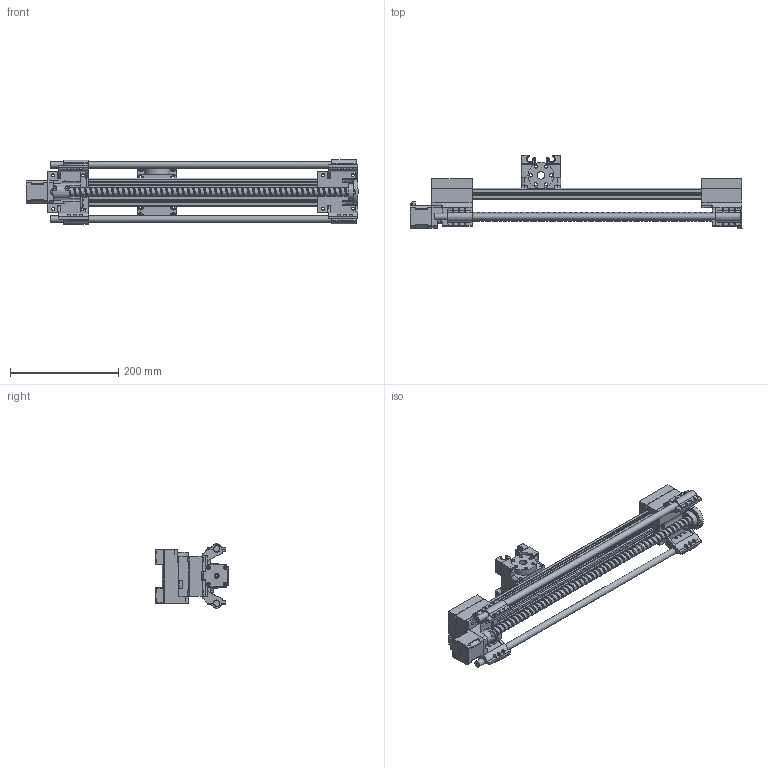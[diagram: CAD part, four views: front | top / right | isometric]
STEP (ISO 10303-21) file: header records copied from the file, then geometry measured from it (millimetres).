
FILE_DESCRIPTION(/* description */ ('','CAx-IF Rec.Pracs.---Representation and Presentation of Product Manufacturing Information (PMI)---4.0---2014-10-13'),/* implementation_level */ '2;1');
FILE_NAME(/* name */ 'Y.stp',/* time_stamp */ '2022-06-02T08:28:40+02:00',/* author */ ('mikoma'),/* organization */ (''),/* preprocessor_version */ 'ST-DEVELOPER v18',/* originating_system */ 'Autodesk Inventor 2020',/* authorisation */ '');
FILE_SCHEMA (('AP242_MANAGED_MODEL_BASED_3D_ENGINEERING_MIM_LF { 1 0 10303 442 1 1 4 }'));
Products named in the file (22): Cartesian2_YAssembly; zlozenie_Z; motormount; Z_endstop_mount; Stop_sw; z2cz; Z_bearingmount; ZY_rod_mount; ZY_mount; item_0037003_Profile_5_20x20_L=564_1; Cartesian1_12mm_Rod; Cartesian2_BallBearing_25x37x7; Cartesian1_X_RodCover; Nema17 Stepper Motor; Cartesian1_12_12_Clutch; Cartesian1_BallScrew; Y_end_cover; Z_carriage; Cartesian1_Z_TrapezoiadlNut; WJ200UM_01_10_1; XItemEndCoverConnector; X_end_floating_cup
Assembly tree (31 placements, depth 3):
  Cartesian2_YAssembly
    zlozenie_Z
      ZY_mount
      ZY_rod_mount
      motormount
      Z_endstop_mount
      Stop_sw
    z2cz
      Z_bearingmount
      ZY_rod_mount
    ZY_mount
    item_0037003_Profile_5_20x20_L=564_1  x2
    Cartesian1_12mm_Rod  x2
    Cartesian2_BallBearing_25x37x7
    Cartesian1_X_RodCover  x4
    Nema17 Stepper Motor
    Cartesian1_12_12_Clutch
    Cartesian1_BallScrew
    Y_end_cover
    Z_carriage
    Cartesian1_Z_TrapezoiadlNut
    WJ200UM_01_10_1  x4
    XItemEndCoverConnector
    X_end_floating_cup
Bounding box: 612.5 x 136.2 x 118.5 mm (x, y, z)
Volume: 1349146.1 mm3; surface area: 571351.3 mm2
Topology: 29 solids, 29 shells, 2245 faces, 7483 edges, 6494 vertices
Faces by surface type: plane 1367, cylinder 810, cone 47, torus 17, sphere 2, bspline 2
Full cylindrical faces by diameter (mm): 0.2 x4, 0.5 x4, 0.55 x4, 1.5 x2, 2.5 x10, 2.8 x4, 3.4 x24, 3.5 x28, 4.3 x2, 4.5 x6, 4.8 x1, 5 x12, 5.25 x1, 5.4 x4, 5.5 x39, 5.7 x12, 6 x10, 6.5 x12, 8 x4, 8.5 x1, 9 x1, 9.5 x9, 9.75 x1, 11 x6, 11.5 x1, 12 x6, 14 x1, 16 x52, 20 x2, 22 x1
Entity records: 57208 total; most frequent: CARTESIAN_POINT 18293, DIRECTION 7642, ORIENTED_EDGE 6866, EDGE_CURVE 3433, AXIS2_PLACEMENT_3D 2650, LINE 2342, VECTOR 2342, VERTEX_POINT 2269
